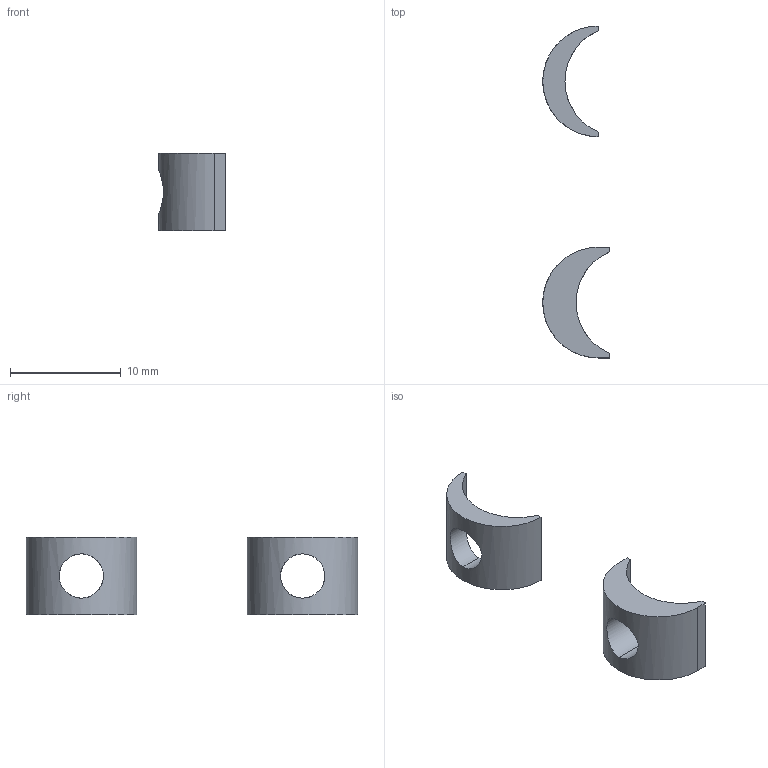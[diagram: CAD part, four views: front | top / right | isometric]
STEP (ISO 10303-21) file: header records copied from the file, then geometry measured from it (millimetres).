
FILE_DESCRIPTION(('CATIA V5 STEP Exchange','CAx-IF Rec.Pracs.--- Model Styling and Organization---1.4--- 2014-01-23','CAx-IF Rec.Pracs.--- Geometric and Assembly Validation Properties ---4.2---2014-10-09','CAx-IF Rec.Pracs.---Tessellated 3D Geometry---0.5---2014-09-14'),'2;1');
FILE_NAME('franzo.stp','2020-07-18T07:10:49+00:00',('none'),('none'),'CATIA Version 5-6 Release 2017 SP2 HF81','CATIA V5 STEP AP242 v1','none');
FILE_SCHEMA(('AP242_MANAGED_MODEL_BASED_3D_ENGINEERING_MIM_LF {1 0 10303 442 1 1 4}'));
Length unit declared in the file: millimetre
Products named in the file (3): id3; id6; id10
Assembly tree (2 placements, depth 2):
  id3
    id6
    id10
Bounding box: 6 x 30 x 7 mm (x, y, z)
Volume: 279.5 mm3; surface area: 517.2 mm2
Topology: 2 solids, 2 shells, 18 faces, 50 edges, 36 vertices
Faces by surface type: plane 10, cylinder 8
Entity records: 864 total; most frequent: CARTESIAN_POINT 303, ORIENTED_EDGE 100, DIRECTION 82, EDGE_CURVE 50, VERTEX_POINT 36, AXIS2_PLACEMENT_3D 34, VECTOR 26, LINE 26
